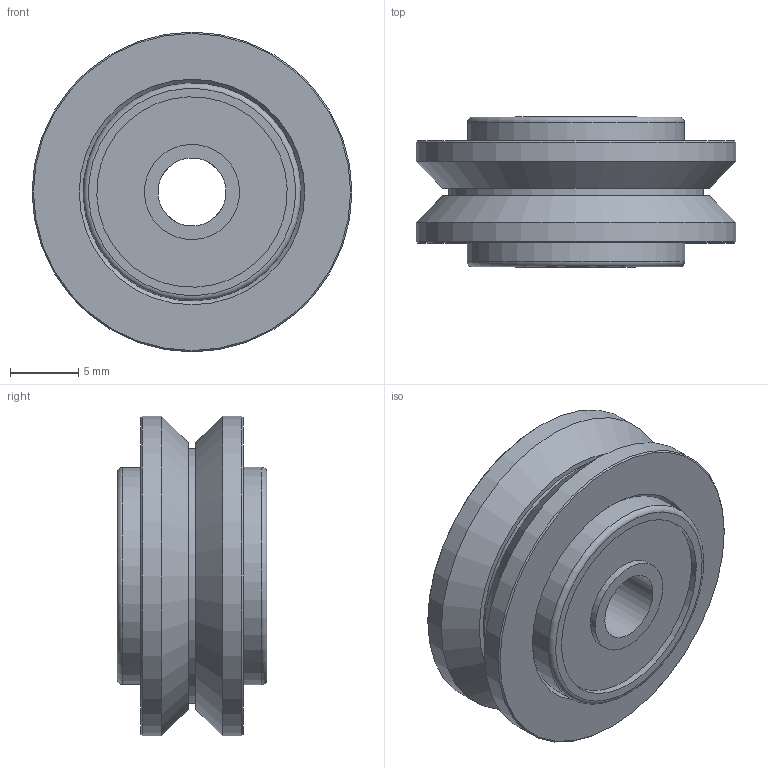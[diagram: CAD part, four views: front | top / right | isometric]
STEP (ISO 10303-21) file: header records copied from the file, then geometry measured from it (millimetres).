
FILE_DESCRIPTION(/* description */ ('v-wheel, delrin'),/* implementation_level */ '2;1');
FILE_NAME(/* name */ '25203-02.iam.step',/* time_stamp */ '2013-11-18T21:49:54-06:00',/* author */ ('Edward'),/* organization */ (''),/* preprocessor_version */ 'ST-DEVELOPER v15.2',/* originating_system */ 'Autodesk Inventor 2014',/* authorisation */ 'PER ALEX BI @ NINGBO YINZHOU, 8-2-13');
FILE_SCHEMA (('AUTOMOTIVE_DESIGN { 1 0 10303 214 3 1 1 }'));
Products named in the file (4): 25202-01; 25196-01; 25201-01; 25203-02
Bounding box: 23.5 x 11 x 23.5 mm (x, y, z)
Volume: 2442.1 mm3; surface area: 3955.1 mm2
Topology: 4 solids, 6 shells, 52 faces, 85 edges, 53 vertices
Faces by surface type: plane 20, cylinder 20, cone 6, torus 6
Full cylindrical faces by diameter (mm): 5 x3, 7 x4, 10 x1, 13.894 x1, 14 x4, 15.974 x2, 16 x2, 18.75 x1, 23.5 x2
Entity records: 906 total; most frequent: DIRECTION 166, CARTESIAN_POINT 120, AXIS2_PLACEMENT_3D 83, ORIENTED_EDGE 76, EDGE_LOOP 73, CIRCLE 38, EDGE_CURVE 38, FACE_OUTER_BOUND 37
